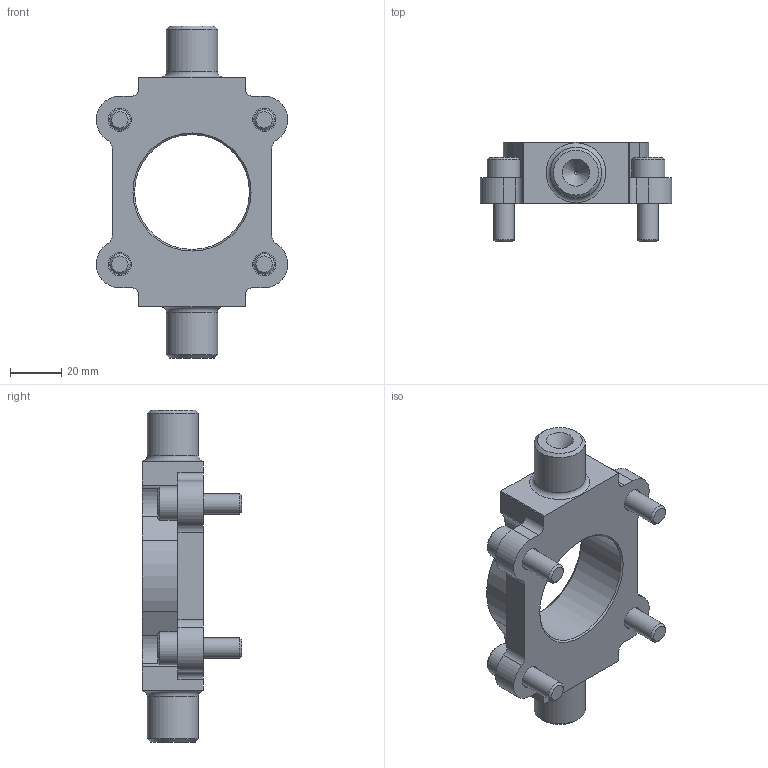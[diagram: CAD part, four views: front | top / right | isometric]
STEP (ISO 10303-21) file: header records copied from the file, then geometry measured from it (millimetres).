
FILE_DESCRIPTION(/* description */ ('STEP AP214'),/* implementation_level */ '2;1');
FILE_NAME(/* name */ '174414_ZNCF-63',/* time_stamp */ '2024-09-10T01:39:07+02:00',/* author */ ('License CC BY-ND 4.0'),/* organization */ ('CADENAS'),/* preprocessor_version */ 'ST-DEVELOPER v19.3',/* originating_system */ 'PARTsolutions',/* authorisation */ ' ');
FILE_SCHEMA (('AUTOMOTIVE_DESIGN {1 0 10303 214 3 1 1}'));
Length unit declared in the file: millimetre
Products named in the file (3): 174414 ZNCF-63; 174414 ZNCF-63---(F); DIN-912 - M8x25(F)
Assembly tree (5 placements, depth 2):
  174414 ZNCF-63
    174414 ZNCF-63---(F)
    DIN-912 - M8x25(F)  x4
Bounding box: 75 x 39 x 129.96 mm (x, y, z)
Volume: 93166.4 mm3; surface area: 26454 mm2
Topology: 5 solids, 5 shells, 177 faces, 390 edges, 229 vertices
Faces by surface type: plane 86, cone 50, cylinder 37, torus 2, sphere 2
Full cylindrical faces by diameter (mm): 8 x4, 9.1 x4, 13 x4, 20 x2, 45 x1
Entity records: 2714 total; most frequent: DIRECTION 480, CARTESIAN_POINT 466, ORIENTED_EDGE 400, EDGE_CURVE 200, AXIS2_PLACEMENT_3D 187, VERTEX_POINT 139, FACE_BOUND 131, EDGE_LOOP 130
